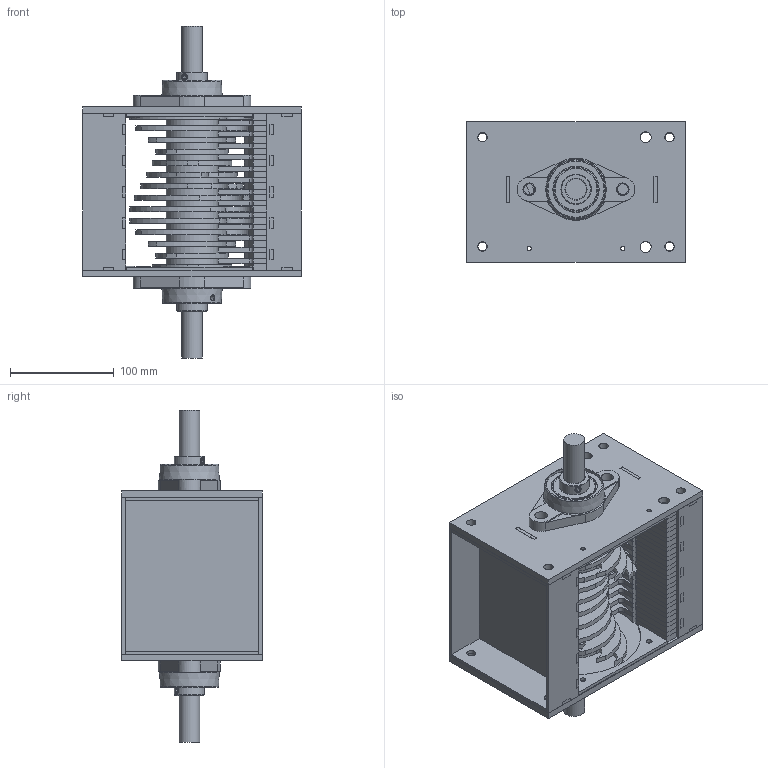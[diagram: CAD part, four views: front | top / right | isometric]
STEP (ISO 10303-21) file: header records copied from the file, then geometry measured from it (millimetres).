
FILE_DESCRIPTION(/* description */ (''),/* implementation_level */ '2;1');
FILE_NAME(/* name */ 'ShredderImperial.stp',/* time_stamp */ '2018-02-05T01:16:55-06:00',/* author */ ('Olivier'),/* organization */ (''),/* preprocessor_version */ 'ST-DEVELOPER v16.13',/* originating_system */ 'Autodesk Inventor 2018',/* authorisation */ '');
FILE_SCHEMA (('AUTOMOTIVE_DESIGN { 1 0 10303 214 3 1 1 }'));
Length unit declared in the file: inch
Products named in the file (20): ShredderImperial; 1-8inch_Middle_2-Parts; 1-4inch_SidePanel_Piece1; 1-4inch_FixedKnifeBig_Piece1; 1-4inch_FixedKnifeSmall_Piece1; HexBar1Inch; snr_ucfl204_0; 3-16inch_Knife1_Piece1; 3-16inch_Knife2_Piece1; 3-16inch_Knife3_Piece1; 1-8inch_BearingSpacer_Piece1; 1-4inch_BearingSpacer_Piece1; 1-4inch_KnifeSpacer_Piece1; 1-8inch_Sieve_Piece1; 1-8inch_Side1_2-Parts; 1-8inch_Bottom1_1-Part; 1-8inch_Top1_1-Part; 1-8inch_Side2_2-Parts; 1-8inch_Bottom2_1-Part; 1-8inch_Top2_1-Part
Assembly tree (75 placements, depth 2):
  ShredderImperial
    1-8inch_Middle_2-Parts  x2
    1-4inch_SidePanel_Piece1  x2
    1-4inch_FixedKnifeBig_Piece1  x13
    1-4inch_FixedKnifeSmall_Piece1  x14
    HexBar1Inch
    snr_ucfl204_0  x2
    3-16inch_Knife1_Piece1  x5
    3-16inch_Knife2_Piece1  x5
    3-16inch_Knife3_Piece1  x4
    1-8inch_BearingSpacer_Piece1  x2
    1-4inch_BearingSpacer_Piece1  x2
    1-4inch_KnifeSpacer_Piece1  x13
    1-8inch_Sieve_Piece1  x2
    1-8inch_Side1_2-Parts  x2
    1-8inch_Bottom1_1-Part
    1-8inch_Top1_1-Part
    1-8inch_Side2_2-Parts  x2
    1-8inch_Bottom2_1-Part
    1-8inch_Top2_1-Part
Bounding box: 210 x 135 x 319.25 mm (x, y, z)
Volume: 1649585.1 mm3; surface area: 793721.4 mm2
Topology: 75 solids, 79 shells, 1366 faces, 3528 edges, 2354 vertices
Faces by surface type: plane 929, cylinder 385, cone 20, torus 18, sphere 14
Full cylindrical faces by diameter (mm): 0.8 x8, 4.234 x4, 4.918 x2, 5.5 x4, 6 x6, 8.5 x8, 9 x8, 10.5 x62, 12 x4, 20 x4, 20.2 x4, 29 x8, 34 x2, 40 x2, 40.314 x4, 42 x2, 50 x13, 51.7 x2, 54 x4
Entity records: 15831 total; most frequent: CARTESIAN_POINT 3116, DIRECTION 2387, ORIENTED_EDGE 2202, EDGE_CURVE 1101, LINE 881, VECTOR 881, VERTEX_POINT 772, AXIS2_PLACEMENT_3D 753
